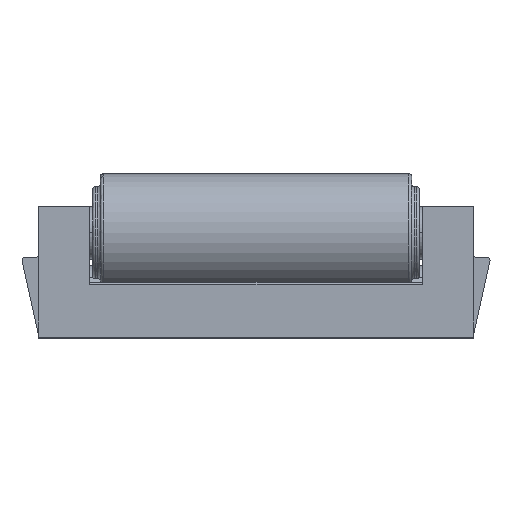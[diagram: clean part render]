
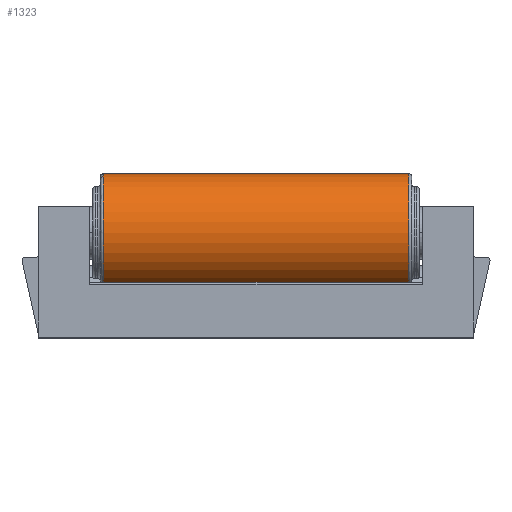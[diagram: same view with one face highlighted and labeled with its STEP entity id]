
A CAD part, top view. The second image highlights one B-rep face of the part: STEP entity #1323.
In plain terms, the highlighted cylindrical face has radius 4.5 mm (diameter 9 mm), a partial arc.
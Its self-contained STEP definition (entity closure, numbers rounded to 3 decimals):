
#70 = CARTESIAN_POINT ( 'NONE',  ( 0., 0., 4.5 ) ) ;
#265 = EDGE_CURVE ( 'NONE', #6152, #541, #8894, .T. ) ;
#541 = VERTEX_POINT ( 'NONE', #9602 ) ;
#577 = DIRECTION ( 'NONE',  ( 0., 0., 1. ) ) ;
#689 = EDGE_CURVE ( 'NONE', #6056, #6137, #2013, .T. ) ;
#1323 = ADVANCED_FACE ( 'NONE', ( #6643 ), #3469, .T. ) ;
#1356 = DIRECTION ( 'NONE',  ( 0., 0., 1. ) ) ;
#1655 = VECTOR ( 'NONE', #2372, 1000. ) ;
#2013 = LINE ( 'NONE', #8747, #6276 ) ;
#2372 = DIRECTION ( 'NONE',  ( 0., 1., 0. ) ) ;
#2831 = ORIENTED_EDGE ( 'NONE', *, *, #8869, .T. ) ;
#2841 = CARTESIAN_POINT ( 'NONE',  ( 0., 24.2, -4.5 ) ) ;
#3469 = CYLINDRICAL_SURFACE ( 'NONE', #4229, 4.5 ) ;
#3660 = CARTESIAN_POINT ( 'NONE',  ( 0., 0., 0. ) ) ;
#3998 = DIRECTION ( 'NONE',  ( 0., 1., 0. ) ) ;
#4229 = AXIS2_PLACEMENT_3D ( 'NONE', #3660, #6015, #1356 ) ;
#5108 = CARTESIAN_POINT ( 'NONE',  ( 0., 24.2, 0. ) ) ;
#5493 = AXIS2_PLACEMENT_3D ( 'NONE', #8694, #3998, #9508 ) ;
#5823 = ORIENTED_EDGE ( 'NONE', *, *, #265, .T. ) ;
#6015 = DIRECTION ( 'NONE',  ( 0., 1., 0. ) ) ;
#6056 = VERTEX_POINT ( 'NONE', #6582 ) ;
#6137 = VERTEX_POINT ( 'NONE', #2841 ) ;
#6152 = VERTEX_POINT ( 'NONE', #8350 ) ;
#6159 = ORIENTED_EDGE ( 'NONE', *, *, #8525, .T. ) ;
#6276 = VECTOR ( 'NONE', #8710, 1000. ) ;
#6582 = CARTESIAN_POINT ( 'NONE',  ( 0., 0.8, -4.5 ) ) ;
#6643 = FACE_OUTER_BOUND ( 'NONE', #7295, .T. ) ;
#7295 = EDGE_LOOP ( 'NONE', ( #10078, #6159, #5823, #2831 ) ) ;
#8350 = CARTESIAN_POINT ( 'NONE',  ( 0., 0.8, 4.5 ) ) ;
#8525 = EDGE_CURVE ( 'NONE', #6056, #6152, #9475, .T. ) ;
#8694 = CARTESIAN_POINT ( 'NONE',  ( 0., 0.8, 0. ) ) ;
#8710 = DIRECTION ( 'NONE',  ( 0., 1., 0. ) ) ;
#8747 = CARTESIAN_POINT ( 'NONE',  ( 0., 0., -4.5 ) ) ;
#8869 = EDGE_CURVE ( 'NONE', #541, #6137, #10065, .T. ) ;
#8894 = LINE ( 'NONE', #70, #1655 ) ;
#9010 = AXIS2_PLACEMENT_3D ( 'NONE', #5108, #9154, #577 ) ;
#9154 = DIRECTION ( 'NONE',  ( 0., -1., 0. ) ) ;
#9475 = CIRCLE ( 'NONE', #5493, 4.5 ) ;
#9508 = DIRECTION ( 'NONE',  ( 0., 0., 1. ) ) ;
#9602 = CARTESIAN_POINT ( 'NONE',  ( 0., 24.2, 4.5 ) ) ;
#10065 = CIRCLE ( 'NONE', #9010, 4.5 ) ;
#10078 = ORIENTED_EDGE ( 'NONE', *, *, #689, .F. ) ;
